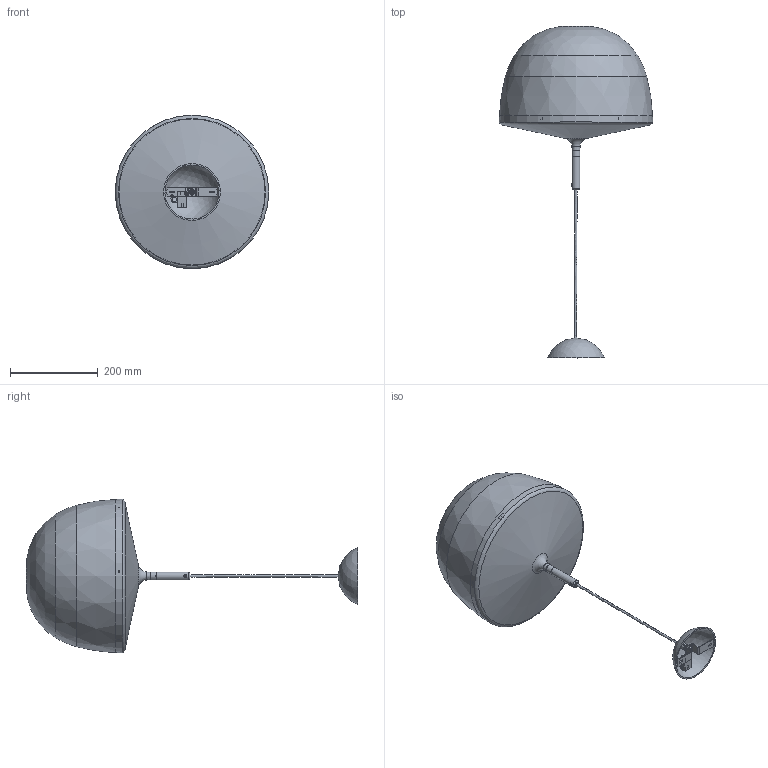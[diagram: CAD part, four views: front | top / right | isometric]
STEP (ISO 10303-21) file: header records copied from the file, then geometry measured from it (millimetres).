
FILE_DESCRIPTION(/* description */ (''),/* implementation_level */ '2;1');
FILE_NAME(/* name */ 'F425785350xxNE.stp',/* time_stamp */ '2020-01-20T12:07:48+01:00',/* author */ ('sghezzi'),/* organization */ (''),/* preprocessor_version */ 'ST-DEVELOPER v17.2',/* originating_system */ 'Autodesk Inventor 2019',/* authorisation */ '');
FILE_SCHEMA (('AUTOMOTIVE_DESIGN { 1 0 10303 214 3 1 1 }'));
Length unit declared in the file: millimetre
Products named in the file (18): Assieme SOSPENSIONE; CALOTTA TAVOLO LETTURA; DIFFUSORE; STELO; RACCORDO PL; Parte1; Lampadina fluorescente compatta E27 20W; 054026000; 060009000_DADO_ES_M10X1_H3_L13_ZnBi; 006510070_BLOCCACAVO_PTr5100-7-8-011_ST; 063021000; Morsetto Cabit V3S; 003419606; 007600246_CAVALLOTTO_5155_SARA_PARETE; GRANO M2X10; 006530602_GRANO_M7X8-NyTrBi_DIN551; Assieme SOSPENSIONE A.Cablaggio2; Assieme SOSPENSIONE A.Cablaggio2_1
Assembly tree (21 placements, depth 3):
  Assieme SOSPENSIONE
    CALOTTA TAVOLO LETTURA
    DIFFUSORE
    STELO
    RACCORDO PL
    Parte1
    Lampadina fluorescente compatta E27 20W  x3
    054026000  x3
    060009000_DADO_ES_M10X1_H3_L13_ZnBi
    006510070_BLOCCACAVO_PTr5100-7-8-011_ST
    063021000
    Morsetto Cabit V3S
    003419606
    007600246_CAVALLOTTO_5155_SARA_PARETE
    GRANO M2X10
    006530602_GRANO_M7X8-NyTrBi_DIN551
    Assieme SOSPENSIONE A.Cablaggio2
      Assieme SOSPENSIONE A.Cablaggio2_1
Bounding box: 350.49 x 757.99 x 350.49 mm (x, y, z)
Volume: 2029925 mm3; surface area: 885215.6 mm2
Topology: 19 solids, 20 shells, 710 faces, 1762 edges, 1112 vertices
Faces by surface type: plane 273, cylinder 215, bspline 112, torus 65, sphere 28, cone 17
Full cylindrical faces by diameter (mm): 1.567 x1, 2 x1, 3 x1, 3.242 x1, 5.917 x1, 7 x2, 7.2 x1, 7.5 x1, 8 x3, 8.376 x1, 8.917 x1, 10 x11, 10.4 x1, 10.7 x1, 12 x1, 13 x1, 14 x1, 15.6 x1, 16 x1, 18 x1, 23 x3, 24 x3, 35 x3, 37.2 x3, 37.8 x3, 51 x3, 57 x3
Entity records: 23244 total; most frequent: CARTESIAN_POINT 6697, DIRECTION 3381, ORIENTED_EDGE 3292, EDGE_CURVE 1647, AXIS2_PLACEMENT_3D 1337, VERTEX_POINT 1028, EDGE_LOOP 735, LINE 707
